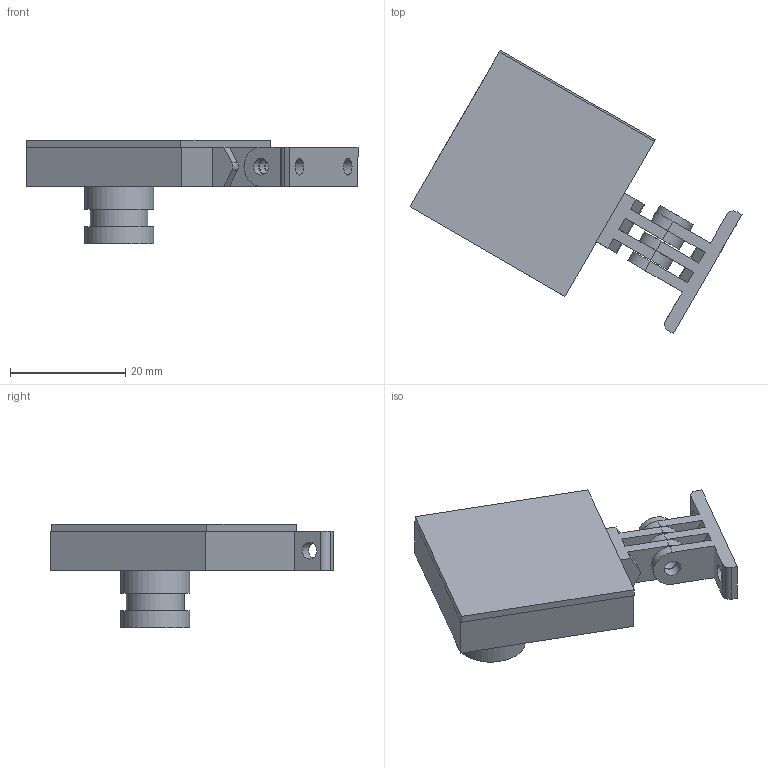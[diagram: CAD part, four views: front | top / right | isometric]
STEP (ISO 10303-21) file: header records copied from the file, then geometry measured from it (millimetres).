
FILE_DESCRIPTION(/* description */ (''),/* implementation_level */ '2;1');
FILE_NAME(/* name */ 'Arducam Camera OV2640 v6.step',/* time_stamp */ '2024-09-15T22:13:41+02:00',/* author */ (''),/* organization */ (''),/* preprocessor_version */ 'ST-DEVELOPER v20',/* originating_system */ 'Autodesk Translation Framework v13.14.0.145',/* authorisation */ '');
FILE_SCHEMA (('AUTOMOTIVE_DESIGN { 1 0 10303 214 3 1 1 }'));
Length unit declared in the file: millimetre
Products named in the file (7): Arducam Camera OV2640; Document; Component3; GoPro_Mount_Male_2T_notRounded v1; GoPro_Mount_Female_3T+Nut_notRounded v3; GoPro_Mount_Female_3T+Nut_notRounded; Component7
Assembly tree (6 placements, depth 3):
  Arducam Camera OV2640
    Document
      Component3
    GoPro_Mount_Male_2T_notRounded v1
    GoPro_Mount_Female_3T+Nut_notRounded v3
      GoPro_Mount_Female_3T+Nut_notRounded
    Component7
Bounding box: 57.53 x 49.09 x 18 mm (x, y, z)
Volume: 7639.9 mm3; surface area: 8806.8 mm2
Topology: 3 solids, 3 shells, 115 faces, 305 edges, 202 vertices
Faces by surface type: plane 82, cylinder 33
Full cylindrical faces by diameter (mm): 2.9 x7, 3 x2, 6.63 x1, 10 x1, 12 x2
Entity records: 3777 total; most frequent: CARTESIAN_POINT 635, DIRECTION 627, ORIENTED_EDGE 610, EDGE_CURVE 305, LINE 239, VECTOR 239, VERTEX_POINT 202, AXIS2_PLACEMENT_3D 194
